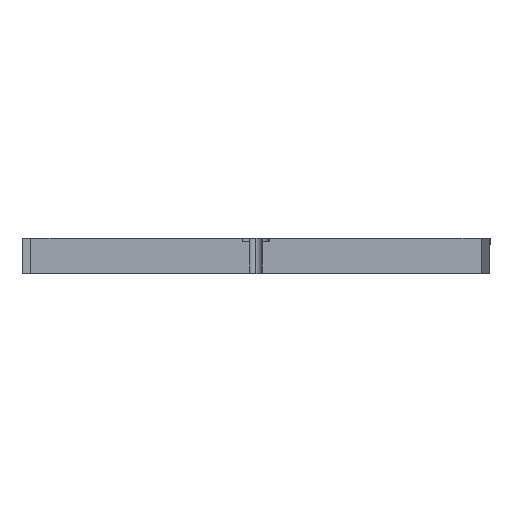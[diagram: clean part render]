
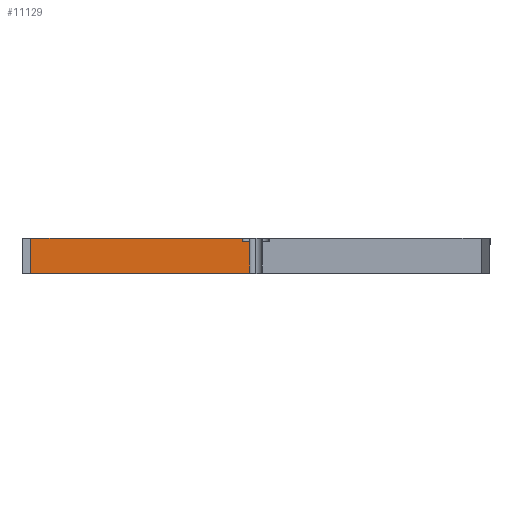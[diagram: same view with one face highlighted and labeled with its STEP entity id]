
A CAD part, top view. The second image highlights one B-rep face of the part: STEP entity #11129.
In plain terms, the highlighted planar face has unit normal (0, 0, 1).
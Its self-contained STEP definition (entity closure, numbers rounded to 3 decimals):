
#352 = ORIENTED_EDGE ( 'NONE', *, *, #6006, .F. ) ;
#404 = LINE ( 'NONE', #9165, #8291 ) ;
#613 = CARTESIAN_POINT ( 'NONE',  ( -5.7, 15., 100. ) ) ;
#733 = VERTEX_POINT ( 'NONE', #5439 ) ;
#763 = VERTEX_POINT ( 'NONE', #613 ) ;
#783 = DIRECTION ( 'NONE',  ( 0., 0., -1. ) ) ;
#900 = DIRECTION ( 'NONE',  ( -1., 0., 0. ) ) ;
#925 = DIRECTION ( 'NONE',  ( 1., 0., 0. ) ) ;
#1214 = ORIENTED_EDGE ( 'NONE', *, *, #10711, .T. ) ;
#1777 = LINE ( 'NONE', #4565, #10753 ) ;
#1871 = VERTEX_POINT ( 'NONE', #8039 ) ;
#1981 = VERTEX_POINT ( 'NONE', #12189 ) ;
#2243 = DIRECTION ( 'NONE',  ( 0., 1., 0. ) ) ;
#2253 = FACE_OUTER_BOUND ( 'NONE', #4660, .T. ) ;
#2459 = EDGE_CURVE ( 'NONE', #733, #1871, #8169, .T. ) ;
#3445 = VECTOR ( 'NONE', #4837, 1000. ) ;
#4059 = EDGE_CURVE ( 'NONE', #1981, #763, #404, .T. ) ;
#4095 = VECTOR ( 'NONE', #925, 1000. ) ;
#4486 = DIRECTION ( 'NONE',  ( 1., 0., 0. ) ) ;
#4565 = CARTESIAN_POINT ( 'NONE',  ( -5.7, 13.5, 100. ) ) ;
#4660 = EDGE_LOOP ( 'NONE', ( #9120, #11840, #352, #6533, #1214, #11435 ) ) ;
#4670 = VECTOR ( 'NONE', #6097, 1000. ) ;
#4837 = DIRECTION ( 'NONE',  ( 1., 0., 0. ) ) ;
#5101 = LINE ( 'NONE', #7630, #3445 ) ;
#5285 = EDGE_CURVE ( 'NONE', #1981, #733, #1777, .T. ) ;
#5439 = CARTESIAN_POINT ( 'NONE',  ( -2.7, 13.5, 100. ) ) ;
#6006 = EDGE_CURVE ( 'NONE', #8954, #763, #5101, .T. ) ;
#6097 = DIRECTION ( 'NONE',  ( 0., -1., 0. ) ) ;
#6533 = ORIENTED_EDGE ( 'NONE', *, *, #9562, .T. ) ;
#6804 = CARTESIAN_POINT ( 'NONE',  ( -100., 0., 100. ) ) ;
#6995 = LINE ( 'NONE', #12503, #10660 ) ;
#7571 = AXIS2_PLACEMENT_3D ( 'NONE', #7686, #783, #900 ) ;
#7630 = CARTESIAN_POINT ( 'NONE',  ( -100., 15., 100. ) ) ;
#7686 = CARTESIAN_POINT ( 'NONE',  ( -100., 15., 100. ) ) ;
#8039 = CARTESIAN_POINT ( 'NONE',  ( -2.7, 0., 100. ) ) ;
#8169 = LINE ( 'NONE', #11131, #4670 ) ;
#8291 = VECTOR ( 'NONE', #2243, 1000. ) ;
#8954 = VERTEX_POINT ( 'NONE', #12431 ) ;
#9120 = ORIENTED_EDGE ( 'NONE', *, *, #5285, .F. ) ;
#9165 = CARTESIAN_POINT ( 'NONE',  ( -5.7, 13.5, 100. ) ) ;
#9562 = EDGE_CURVE ( 'NONE', #8954, #10225, #6995, .T. ) ;
#10225 = VERTEX_POINT ( 'NONE', #11682 ) ;
#10635 = LINE ( 'NONE', #6804, #4095 ) ;
#10645 = PLANE ( 'NONE',  #7571 ) ;
#10660 = VECTOR ( 'NONE', #11020, 1000. ) ;
#10711 = EDGE_CURVE ( 'NONE', #10225, #1871, #10635, .T. ) ;
#10753 = VECTOR ( 'NONE', #4486, 1000. ) ;
#11020 = DIRECTION ( 'NONE',  ( 0., -1., 0. ) ) ;
#11129 = ADVANCED_FACE ( 'NONE', ( #2253 ), #10645, .F. ) ;
#11131 = CARTESIAN_POINT ( 'NONE',  ( -2.7, 25., 100. ) ) ;
#11435 = ORIENTED_EDGE ( 'NONE', *, *, #2459, .F. ) ;
#11682 = CARTESIAN_POINT ( 'NONE',  ( -96.182, 0., 100. ) ) ;
#11840 = ORIENTED_EDGE ( 'NONE', *, *, #4059, .T. ) ;
#12189 = CARTESIAN_POINT ( 'NONE',  ( -5.7, 13.5, 100. ) ) ;
#12431 = CARTESIAN_POINT ( 'NONE',  ( -96.182, 15., 100. ) ) ;
#12503 = CARTESIAN_POINT ( 'NONE',  ( -96.182, 25., 100. ) ) ;
